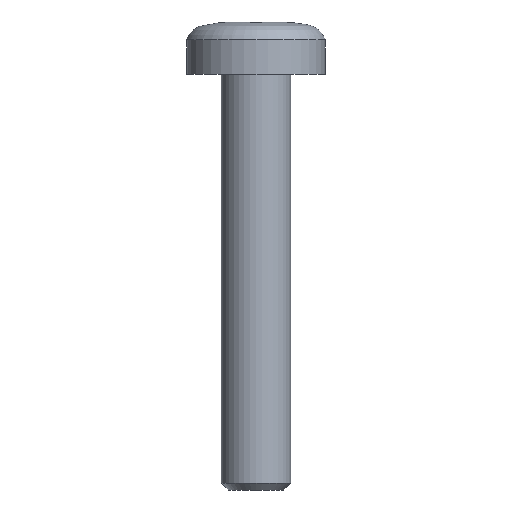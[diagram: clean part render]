
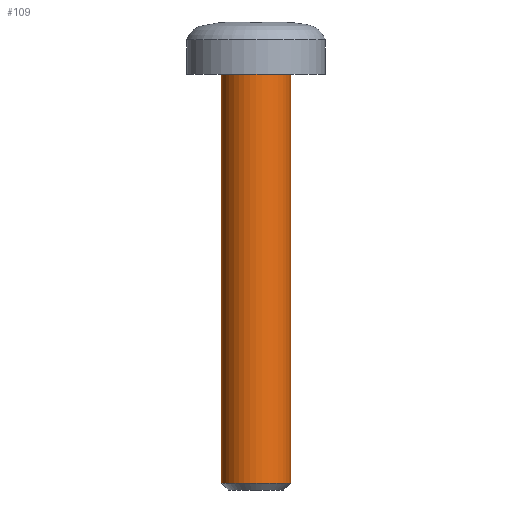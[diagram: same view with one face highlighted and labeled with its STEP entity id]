
A CAD part, front view. The second image highlights one B-rep face of the part: STEP entity #109.
In plain terms, the highlighted cylindrical face has radius 2.5 mm (diameter 5 mm), a full revolution.
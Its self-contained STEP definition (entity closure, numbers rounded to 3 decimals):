
#43 = CONICAL_SURFACE('',#44,2.,0.785);
#44 = AXIS2_PLACEMENT_3D('',#45,#46,#47);
#45 = CARTESIAN_POINT('',(0.,0.,-30.));
#46 = DIRECTION('',(0.,0.,1.));
#47 = DIRECTION('',(1.,0.,0.));
#60 = VERTEX_POINT('',#61);
#61 = CARTESIAN_POINT('',(2.5,0.,-29.5));
#82 = EDGE_CURVE('',#60,#60,#83,.T.);
#83 = SURFACE_CURVE('',#84,(#89,#96),.PCURVE_S1.);
#84 = CIRCLE('',#85,2.5);
#85 = AXIS2_PLACEMENT_3D('',#86,#87,#88);
#86 = CARTESIAN_POINT('',(0.,0.,-29.5));
#87 = DIRECTION('',(-0.,0.,1.));
#88 = DIRECTION('',(1.,0.,0.));
#89 = PCURVE('',#43,#90);
#90 = DEFINITIONAL_REPRESENTATION('',(#91),#95);
#91 = LINE('',#92,#93);
#92 = CARTESIAN_POINT('',(0.,0.5));
#93 = VECTOR('',#94,1.);
#94 = DIRECTION('',(1.,0.));
#95 = ( GEOMETRIC_REPRESENTATION_CONTEXT(2) 
PARAMETRIC_REPRESENTATION_CONTEXT() REPRESENTATION_CONTEXT('2D SPACE',''
  ) );
#96 = PCURVE('',#97,#102);
#97 = CYLINDRICAL_SURFACE('',#98,2.5);
#98 = AXIS2_PLACEMENT_3D('',#99,#100,#101);
#99 = CARTESIAN_POINT('',(0.,0.,-29.5));
#100 = DIRECTION('',(0.,0.,1.));
#101 = DIRECTION('',(1.,0.,0.));
#102 = DEFINITIONAL_REPRESENTATION('',(#103),#107);
#103 = LINE('',#104,#105);
#104 = CARTESIAN_POINT('',(0.,0.));
#105 = VECTOR('',#106,1.);
#106 = DIRECTION('',(1.,0.));
#107 = ( GEOMETRIC_REPRESENTATION_CONTEXT(2) 
PARAMETRIC_REPRESENTATION_CONTEXT() REPRESENTATION_CONTEXT('2D SPACE',''
  ) );
#109 = ADVANCED_FACE('',(#110),#97,.T.);
#110 = FACE_BOUND('',#111,.T.);
#111 = EDGE_LOOP('',(#112,#113,#136,#163));
#112 = ORIENTED_EDGE('',*,*,#82,.T.);
#113 = ORIENTED_EDGE('',*,*,#114,.T.);
#114 = EDGE_CURVE('',#60,#115,#117,.T.);
#115 = VERTEX_POINT('',#116);
#116 = CARTESIAN_POINT('',(2.5,0.,0.));
#117 = SEAM_CURVE('',#118,(#122,#129),.PCURVE_S1.);
#118 = LINE('',#119,#120);
#119 = CARTESIAN_POINT('',(2.5,0.,-29.5));
#120 = VECTOR('',#121,1.);
#121 = DIRECTION('',(0.,0.,1.));
#122 = PCURVE('',#97,#123);
#123 = DEFINITIONAL_REPRESENTATION('',(#124),#128);
#124 = LINE('',#125,#126);
#125 = CARTESIAN_POINT('',(0.,0.));
#126 = VECTOR('',#127,1.);
#127 = DIRECTION('',(0.,1.));
#128 = ( GEOMETRIC_REPRESENTATION_CONTEXT(2) 
PARAMETRIC_REPRESENTATION_CONTEXT() REPRESENTATION_CONTEXT('2D SPACE',''
  ) );
#129 = PCURVE('',#97,#130);
#130 = DEFINITIONAL_REPRESENTATION('',(#131),#135);
#131 = LINE('',#132,#133);
#132 = CARTESIAN_POINT('',(6.283,0.));
#133 = VECTOR('',#134,1.);
#134 = DIRECTION('',(0.,1.));
#135 = ( GEOMETRIC_REPRESENTATION_CONTEXT(2) 
PARAMETRIC_REPRESENTATION_CONTEXT() REPRESENTATION_CONTEXT('2D SPACE',''
  ) );
#136 = ORIENTED_EDGE('',*,*,#137,.F.);
#137 = EDGE_CURVE('',#115,#115,#138,.T.);
#138 = SURFACE_CURVE('',#139,(#144,#151),.PCURVE_S1.);
#139 = CIRCLE('',#140,2.5);
#140 = AXIS2_PLACEMENT_3D('',#141,#142,#143);
#141 = CARTESIAN_POINT('',(0.,0.,0.));
#142 = DIRECTION('',(0.,0.,1.));
#143 = DIRECTION('',(1.,0.,0.));
#144 = PCURVE('',#97,#145);
#145 = DEFINITIONAL_REPRESENTATION('',(#146),#150);
#146 = LINE('',#147,#148);
#147 = CARTESIAN_POINT('',(0.,29.5));
#148 = VECTOR('',#149,1.);
#149 = DIRECTION('',(1.,0.));
#150 = ( GEOMETRIC_REPRESENTATION_CONTEXT(2) 
PARAMETRIC_REPRESENTATION_CONTEXT() REPRESENTATION_CONTEXT('2D SPACE',''
  ) );
#151 = PCURVE('',#152,#157);
#152 = PLANE('',#153);
#153 = AXIS2_PLACEMENT_3D('',#154,#155,#156);
#154 = CARTESIAN_POINT('',(0.,0.,0.));
#155 = DIRECTION('',(0.,0.,1.));
#156 = DIRECTION('',(1.,0.,0.));
#157 = DEFINITIONAL_REPRESENTATION('',(#158),#162);
#158 = CIRCLE('',#159,2.5);
#159 = AXIS2_PLACEMENT_2D('',#160,#161);
#160 = CARTESIAN_POINT('',(0.,0.));
#161 = DIRECTION('',(1.,-0.));
#162 = ( GEOMETRIC_REPRESENTATION_CONTEXT(2) 
PARAMETRIC_REPRESENTATION_CONTEXT() REPRESENTATION_CONTEXT('2D SPACE',''
  ) );
#163 = ORIENTED_EDGE('',*,*,#114,.F.);
